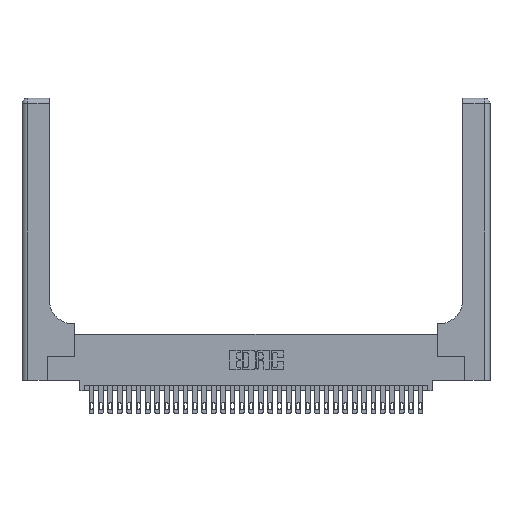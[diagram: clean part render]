
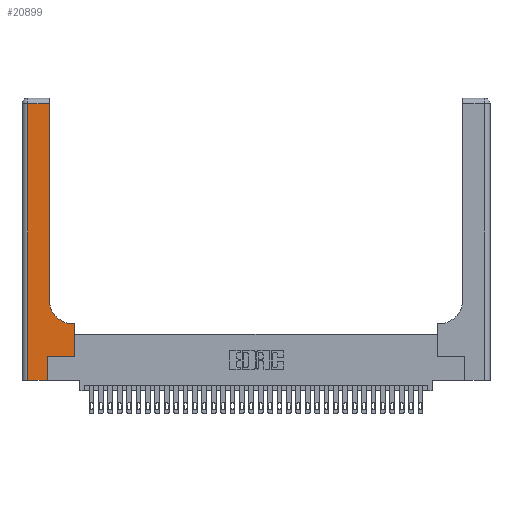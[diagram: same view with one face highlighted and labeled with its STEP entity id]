
A CAD part, top view. The second image highlights one B-rep face of the part: STEP entity #20899.
In plain terms, the highlighted planar face has unit normal (0, 0, 1).
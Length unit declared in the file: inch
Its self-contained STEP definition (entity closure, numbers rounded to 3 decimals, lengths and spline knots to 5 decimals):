
#133 = VERTEX_POINT ( 'NONE', #10576 ) ;
#1126 = VERTEX_POINT ( 'NONE', #25256 ) ;
#1293 = CARTESIAN_POINT ( 'NONE',  ( 0., 2.94, 0.37 ) ) ;
#1501 = CARTESIAN_POINT ( 'NONE',  ( 0.5415, 0.85, 0.37 ) ) ;
#1614 = CARTESIAN_POINT ( 'NONE',  ( 0.269, 0., 0.37 ) ) ;
#1979 = AXIS2_PLACEMENT_3D ( 'NONE', #1501, #20181, #20058 ) ;
#2035 = ORIENTED_EDGE ( 'NONE', *, *, #30368, .T. ) ;
#2548 = LINE ( 'NONE', #31230, #31636 ) ;
#2564 = VECTOR ( 'NONE', #3172, 39.37008 ) ;
#2639 = VERTEX_POINT ( 'NONE', #31901 ) ;
#2886 = VECTOR ( 'NONE', #9367, 39.37008 ) ;
#3172 = DIRECTION ( 'NONE',  ( -1., 0., 0. ) ) ;
#3398 = CARTESIAN_POINT ( 'NONE',  ( 0.269, 0.25, 0.37 ) ) ;
#3719 = LINE ( 'NONE', #1293, #2886 ) ;
#4444 = EDGE_LOOP ( 'NONE', ( #16414, #27774, #8356, #5600, #33284, #2035, #32168, #22636, #32422 ) ) ;
#4910 = CARTESIAN_POINT ( 'NONE',  ( 0.5585, 0.25, 0.37 ) ) ;
#5011 = DIRECTION ( 'NONE',  ( 1., 0., 0. ) ) ;
#5600 = ORIENTED_EDGE ( 'NONE', *, *, #31370, .T. ) ;
#5658 = CARTESIAN_POINT ( 'NONE',  ( 0.06, 3., 0.37 ) ) ;
#5787 = EDGE_CURVE ( 'NONE', #11071, #33002, #21729, .T. ) ;
#6719 = PLANE ( 'NONE',  #21273 ) ;
#7137 = EDGE_CURVE ( 'NONE', #133, #1126, #9697, .T. ) ;
#8076 = VECTOR ( 'NONE', #13224, 39.37008 ) ;
#8356 = ORIENTED_EDGE ( 'NONE', *, *, #24848, .T. ) ;
#8394 = EDGE_CURVE ( 'NONE', #2639, #16755, #30285, .T. ) ;
#8647 = CARTESIAN_POINT ( 'NONE',  ( 0.06, 0., 0.37 ) ) ;
#9145 = CARTESIAN_POINT ( 'NONE',  ( 0.269, 0.25, 0.37 ) ) ;
#9324 = VECTOR ( 'NONE', #30197, 39.37008 ) ;
#9367 = DIRECTION ( 'NONE',  ( -1., 0., 0. ) ) ;
#9533 = CARTESIAN_POINT ( 'NONE',  ( 0., 3., 0.37 ) ) ;
#9697 = LINE ( 'NONE', #28869, #2564 ) ;
#10576 = CARTESIAN_POINT ( 'NONE',  ( 0.5585, 0.6, 0.37 ) ) ;
#10647 = LINE ( 'NONE', #5658, #30957 ) ;
#10651 = EDGE_CURVE ( 'NONE', #14319, #133, #15134, .T. ) ;
#11071 = VERTEX_POINT ( 'NONE', #1614 ) ;
#13218 = VERTEX_POINT ( 'NONE', #8647 ) ;
#13224 = DIRECTION ( 'NONE',  ( 0., 1., 0. ) ) ;
#13841 = LINE ( 'NONE', #3398, #9324 ) ;
#14319 = VERTEX_POINT ( 'NONE', #4910 ) ;
#15134 = LINE ( 'NONE', #16128, #8076 ) ;
#16128 = CARTESIAN_POINT ( 'NONE',  ( 0.5585, 0.25, 0.37 ) ) ;
#16414 = ORIENTED_EDGE ( 'NONE', *, *, #8394, .T. ) ;
#16755 = VERTEX_POINT ( 'NONE', #27572 ) ;
#19780 = VERTEX_POINT ( 'NONE', #23137 ) ;
#19918 = DIRECTION ( 'NONE',  ( 0., 1., 0. ) ) ;
#20058 = DIRECTION ( 'NONE',  ( 1., 0., 0. ) ) ;
#20181 = DIRECTION ( 'NONE',  ( 0., 0., -1. ) ) ;
#20202 = DIRECTION ( 'NONE',  ( 0., 1., 0. ) ) ;
#20481 = DIRECTION ( 'NONE',  ( -1., 0., 0. ) ) ;
#20899 = ADVANCED_FACE ( 'NONE', ( #21758 ), #6719, .F. ) ;
#21273 = AXIS2_PLACEMENT_3D ( 'NONE', #9533, #22817, #20481 ) ;
#21729 = LINE ( 'NONE', #28296, #30512 ) ;
#21758 = FACE_OUTER_BOUND ( 'NONE', #4444, .T. ) ;
#21998 = EDGE_CURVE ( 'NONE', #1126, #2639, #24686, .T. ) ;
#22636 = ORIENTED_EDGE ( 'NONE', *, *, #7137, .T. ) ;
#22817 = DIRECTION ( 'NONE',  ( 0., 0., -1. ) ) ;
#23137 = CARTESIAN_POINT ( 'NONE',  ( 0.06, 2.94, 0.37 ) ) ;
#24686 = CIRCLE ( 'NONE', #1979, 0.25 ) ;
#24848 = EDGE_CURVE ( 'NONE', #19780, #13218, #10647, .T. ) ;
#25256 = CARTESIAN_POINT ( 'NONE',  ( 0.5415, 0.6, 0.37 ) ) ;
#27572 = CARTESIAN_POINT ( 'NONE',  ( 0.2915, 2.94, 0.37 ) ) ;
#27774 = ORIENTED_EDGE ( 'NONE', *, *, #28041, .T. ) ;
#28041 = EDGE_CURVE ( 'NONE', #16755, #19780, #3719, .T. ) ;
#28296 = CARTESIAN_POINT ( 'NONE',  ( 0.269, 0., 0.37 ) ) ;
#28869 = CARTESIAN_POINT ( 'NONE',  ( 0.2915, 0.6, 0.37 ) ) ;
#30197 = DIRECTION ( 'NONE',  ( 1., 0., 0. ) ) ;
#30285 = LINE ( 'NONE', #30550, #32336 ) ;
#30368 = EDGE_CURVE ( 'NONE', #33002, #14319, #13841, .T. ) ;
#30512 = VECTOR ( 'NONE', #19918, 39.37008 ) ;
#30550 = CARTESIAN_POINT ( 'NONE',  ( 0.2915, 3., 0.37 ) ) ;
#30957 = VECTOR ( 'NONE', #32196, 39.37008 ) ;
#31230 = CARTESIAN_POINT ( 'NONE',  ( 0., 0., 0.37 ) ) ;
#31370 = EDGE_CURVE ( 'NONE', #13218, #11071, #2548, .T. ) ;
#31636 = VECTOR ( 'NONE', #5011, 39.37008 ) ;
#31901 = CARTESIAN_POINT ( 'NONE',  ( 0.2915, 0.85, 0.37 ) ) ;
#32168 = ORIENTED_EDGE ( 'NONE', *, *, #10651, .T. ) ;
#32196 = DIRECTION ( 'NONE',  ( 0., -1., 0. ) ) ;
#32336 = VECTOR ( 'NONE', #20202, 39.37008 ) ;
#32422 = ORIENTED_EDGE ( 'NONE', *, *, #21998, .T. ) ;
#33002 = VERTEX_POINT ( 'NONE', #9145 ) ;
#33284 = ORIENTED_EDGE ( 'NONE', *, *, #5787, .T. ) ;
